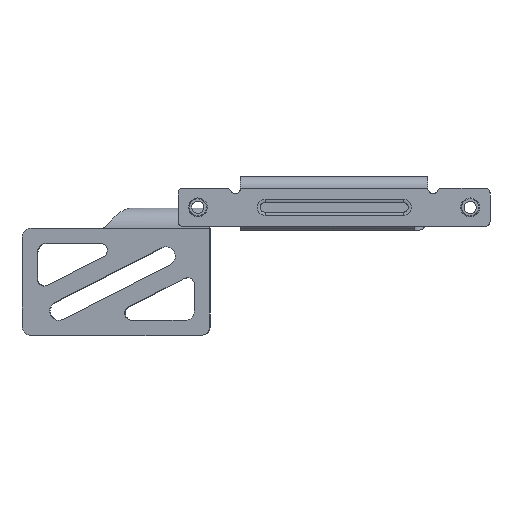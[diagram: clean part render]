
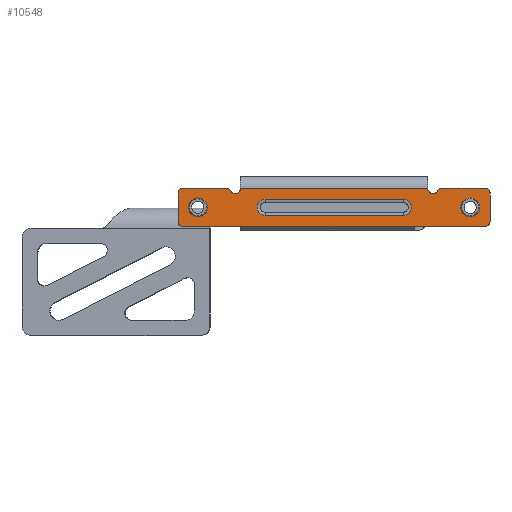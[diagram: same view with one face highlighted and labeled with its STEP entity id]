
A CAD part, front view. The second image highlights one B-rep face of the part: STEP entity #10548.
In plain terms, the highlighted planar face has unit normal (0, -1, 0).
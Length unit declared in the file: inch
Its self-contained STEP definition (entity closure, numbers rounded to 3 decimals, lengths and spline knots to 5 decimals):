
#304=FACE_BOUND('',#3954,.T.);
#305=FACE_BOUND('',#3955,.T.);
#306=FACE_BOUND('',#3956,.T.);
#630=PLANE('',#11447);
#1590=LINE('',#19480,#2591);
#1592=LINE('',#19485,#2593);
#1604=LINE('',#19516,#2605);
#1609=LINE('',#19532,#2610);
#1615=LINE('',#19550,#2616);
#1620=LINE('',#19578,#2621);
#1621=LINE('',#19616,#2622);
#1629=LINE('',#19655,#2630);
#1630=LINE('',#19661,#2631);
#1631=LINE('',#19663,#2632);
#2591=VECTOR('',#14017,0.3937);
#2593=VECTOR('',#14021,0.3937);
#2605=VECTOR('',#14051,0.3937);
#2610=VECTOR('',#14076,0.3937);
#2616=VECTOR('',#14096,0.3937);
#2621=VECTOR('',#14129,0.121);
#2622=VECTOR('',#14140,0.121);
#2630=VECTOR('',#14192,0.3937);
#2631=VECTOR('',#14201,0.3937);
#2632=VECTOR('',#14202,0.3937);
#3326=FACE_OUTER_BOUND('',#3953,.T.);
#3953=EDGE_LOOP('',(#9873,#9874,#9875,#9876,#9877,#9878,#9879,#9880,#9881,
#9882,#9883,#9884,#9885,#9886,#9887,#9888));
#3954=EDGE_LOOP('',(#9889));
#3955=EDGE_LOOP('',(#9890));
#3956=EDGE_LOOP('',(#9891,#9892,#9893,#9894));
#4315=CIRCLE('',#11398,0.068);
#4316=CIRCLE('',#11400,0.063);
#4317=CIRCLE('',#11402,0.063);
#4318=CIRCLE('',#11405,0.068);
#4327=CIRCLE('',#11418,0.10644);
#4330=CIRCLE('',#11421,0.10644);
#4339=CIRCLE('',#11439,0.126);
#4340=CIRCLE('',#11441,0.126);
#4341=CIRCLE('',#11443,0.062);
#4342=CIRCLE('',#11446,0.062);
#4343=CIRCLE('',#11448,0.062);
#4344=CIRCLE('',#11449,0.062);
#5318=VERTEX_POINT('',#19476);
#5319=VERTEX_POINT('',#19478);
#5320=VERTEX_POINT('',#19482);
#5321=VERTEX_POINT('',#19484);
#5330=VERTEX_POINT('',#19513);
#5331=VERTEX_POINT('',#19515);
#5332=VERTEX_POINT('',#19531);
#5333=VERTEX_POINT('',#19535);
#5334=VERTEX_POINT('',#19539);
#5335=VERTEX_POINT('',#19543);
#5336=VERTEX_POINT('',#19544);
#5337=VERTEX_POINT('',#19549);
#5345=VERTEX_POINT('',#19574);
#5346=VERTEX_POINT('',#19576);
#5347=VERTEX_POINT('',#19594);
#5348=VERTEX_POINT('',#19612);
#5354=VERTEX_POINT('',#19641);
#5355=VERTEX_POINT('',#19645);
#5356=VERTEX_POINT('',#19649);
#5357=VERTEX_POINT('',#19653);
#5358=VERTEX_POINT('',#19659);
#5359=VERTEX_POINT('',#19662);
#6809=EDGE_CURVE('',#5319,#5318,#1590,.T.);
#6811=EDGE_CURVE('',#5321,#5320,#1592,.T.);
#6827=EDGE_CURVE('',#5330,#5331,#1604,.T.);
#6836=EDGE_CURVE('',#5330,#5332,#1609,.T.);
#6838=EDGE_CURVE('',#5332,#5333,#4315,.T.);
#6840=EDGE_CURVE('',#5333,#5334,#4316,.T.);
#6842=EDGE_CURVE('',#5335,#5336,#4317,.T.);
#6845=EDGE_CURVE('',#5337,#5331,#1615,.T.);
#6847=EDGE_CURVE('',#5336,#5337,#4318,.T.);
#6859=EDGE_CURVE('',#5346,#5345,#1620,.T.);
#6860=EDGE_CURVE('',#5345,#5347,#4327,.T.);
#6863=EDGE_CURVE('',#5348,#5346,#4330,.T.);
#6864=EDGE_CURVE('',#5347,#5348,#1621,.T.);
#6877=EDGE_CURVE('',#5354,#5354,#4339,.T.);
#6879=EDGE_CURVE('',#5355,#5355,#4340,.T.);
#6881=EDGE_CURVE('',#5356,#5319,#4341,.T.);
#6883=EDGE_CURVE('',#5357,#5334,#1629,.T.);
#6884=EDGE_CURVE('',#5318,#5357,#4342,.T.);
#6885=EDGE_CURVE('',#5358,#5320,#4343,.T.);
#6886=EDGE_CURVE('',#5335,#5358,#1630,.T.);
#6887=EDGE_CURVE('',#5359,#5356,#1631,.T.);
#6888=EDGE_CURVE('',#5321,#5359,#4344,.T.);
#9873=ORIENTED_EDGE('',*,*,#6885,.F.);
#9874=ORIENTED_EDGE('',*,*,#6886,.F.);
#9875=ORIENTED_EDGE('',*,*,#6842,.T.);
#9876=ORIENTED_EDGE('',*,*,#6847,.T.);
#9877=ORIENTED_EDGE('',*,*,#6845,.T.);
#9878=ORIENTED_EDGE('',*,*,#6827,.F.);
#9879=ORIENTED_EDGE('',*,*,#6836,.T.);
#9880=ORIENTED_EDGE('',*,*,#6838,.T.);
#9881=ORIENTED_EDGE('',*,*,#6840,.T.);
#9882=ORIENTED_EDGE('',*,*,#6883,.F.);
#9883=ORIENTED_EDGE('',*,*,#6884,.F.);
#9884=ORIENTED_EDGE('',*,*,#6809,.F.);
#9885=ORIENTED_EDGE('',*,*,#6881,.F.);
#9886=ORIENTED_EDGE('',*,*,#6887,.F.);
#9887=ORIENTED_EDGE('',*,*,#6888,.F.);
#9888=ORIENTED_EDGE('',*,*,#6811,.T.);
#9889=ORIENTED_EDGE('',*,*,#6879,.T.);
#9890=ORIENTED_EDGE('',*,*,#6877,.T.);
#9891=ORIENTED_EDGE('',*,*,#6864,.F.);
#9892=ORIENTED_EDGE('',*,*,#6860,.F.);
#9893=ORIENTED_EDGE('',*,*,#6859,.F.);
#9894=ORIENTED_EDGE('',*,*,#6863,.F.);
#10548=ADVANCED_FACE('',(#3326,#304,#305,#306),#630,.T.);
#11398=AXIS2_PLACEMENT_3D('',#19536,#14080,#14081);
#11400=AXIS2_PLACEMENT_3D('',#19540,#14085,#14086);
#11402=AXIS2_PLACEMENT_3D('',#19545,#14090,#14091);
#11405=AXIS2_PLACEMENT_3D('',#19553,#14100,#14101);
#11418=AXIS2_PLACEMENT_3D('',#19595,#14130,#14131);
#11421=AXIS2_PLACEMENT_3D('',#19614,#14136,#14137);
#11439=AXIS2_PLACEMENT_3D('',#19643,#14177,#14178);
#11441=AXIS2_PLACEMENT_3D('',#19647,#14182,#14183);
#11443=AXIS2_PLACEMENT_3D('',#19651,#14187,#14188);
#11446=AXIS2_PLACEMENT_3D('',#19657,#14195,#14196);
#11447=AXIS2_PLACEMENT_3D('',#19658,#14197,#14198);
#11448=AXIS2_PLACEMENT_3D('',#19660,#14199,#14200);
#11449=AXIS2_PLACEMENT_3D('',#19664,#14203,#14204);
#14017=DIRECTION('',(0.,0.,1.));
#14021=DIRECTION('',(0.,0.,1.));
#14051=DIRECTION('',(1.,0.,0.));
#14076=DIRECTION('',(0.,0.,-1.));
#14080=DIRECTION('center_axis',(0.,1.,0.));
#14081=DIRECTION('ref_axis',(1.,0.,0.));
#14085=DIRECTION('center_axis',(0.,-1.,0.));
#14086=DIRECTION('ref_axis',(0.,0.,-1.));
#14090=DIRECTION('center_axis',(0.,-1.,0.));
#14091=DIRECTION('ref_axis',(0.885,0.,-0.466));
#14096=DIRECTION('',(0.,0.,1.));
#14100=DIRECTION('center_axis',(0.,1.,0.));
#14101=DIRECTION('ref_axis',(0.885,0.,-0.466));
#14129=DIRECTION('',(1.,0.,0.));
#14130=DIRECTION('center_axis',(0.,-1.,0.));
#14131=DIRECTION('ref_axis',(0.,0.,-1.));
#14136=DIRECTION('center_axis',(0.,-1.,0.));
#14137=DIRECTION('ref_axis',(0.,0.,-1.));
#14140=DIRECTION('',(-1.,0.,0.));
#14177=DIRECTION('center_axis',(0.,1.,0.));
#14178=DIRECTION('ref_axis',(1.,0.,0.));
#14182=DIRECTION('center_axis',(0.,1.,0.));
#14183=DIRECTION('ref_axis',(1.,0.,0.));
#14187=DIRECTION('center_axis',(0.,1.,0.));
#14188=DIRECTION('ref_axis',(-0.707,0.,-0.707));
#14192=DIRECTION('',(1.,0.,0.));
#14195=DIRECTION('center_axis',(0.,1.,0.));
#14196=DIRECTION('ref_axis',(-0.707,0.,0.707));
#14197=DIRECTION('center_axis',(0.,-1.,0.));
#14198=DIRECTION('ref_axis',(1.,0.,0.));
#14199=DIRECTION('center_axis',(0.,1.,0.));
#14200=DIRECTION('ref_axis',(0.707,0.,0.707));
#14201=DIRECTION('',(1.,0.,0.));
#14202=DIRECTION('',(-1.,0.,0.));
#14203=DIRECTION('center_axis',(0.,1.,0.));
#14204=DIRECTION('ref_axis',(0.707,0.,-0.707));
#19476=CARTESIAN_POINT('',(-2.756,-0.728,0.01375));
#19478=CARTESIAN_POINT('',(-2.756,-0.728,-0.37125));
#19480=CARTESIAN_POINT('',(-2.756,-0.728,0.));
#19482=CARTESIAN_POINT('',(1.405,-0.728,0.01375));
#19484=CARTESIAN_POINT('',(1.405,-0.728,-0.37125));
#19485=CARTESIAN_POINT('',(1.405,-0.728,0.));
#19513=CARTESIAN_POINT('',(-1.923,-0.728,0.07575));
#19515=CARTESIAN_POINT('',(0.577,-0.728,0.07575));
#19516=CARTESIAN_POINT('',(-2.756,-0.728,0.07575));
#19531=CARTESIAN_POINT('',(-1.923,-0.728,0.07375));
#19532=CARTESIAN_POINT('',(-1.923,-0.728,0.03688));
#19535=CARTESIAN_POINT('',(-2.05118,-0.728,0.04209));
#19536=CARTESIAN_POINT('Origin',(-1.991,-0.728,0.07375));
#19539=CARTESIAN_POINT('',(-2.10693,-0.728,0.07575));
#19540=CARTESIAN_POINT('Origin',(-2.10693,-0.728,0.01275));
#19543=CARTESIAN_POINT('',(0.76093,-0.728,0.07575));
#19544=CARTESIAN_POINT('',(0.70518,-0.728,0.04209));
#19545=CARTESIAN_POINT('Origin',(0.76093,-0.728,0.01275));
#19549=CARTESIAN_POINT('',(0.577,-0.728,0.07375));
#19550=CARTESIAN_POINT('',(0.577,-0.728,0.03787));
#19553=CARTESIAN_POINT('Origin',(0.645,-0.728,0.07375));
#19574=CARTESIAN_POINT('',(0.2485,-0.728,-0.28469));
#19576=CARTESIAN_POINT('',(-1.5955,-0.728,-0.28469));
#19578=CARTESIAN_POINT('',(-1.5955,-0.728,-0.28469));
#19594=CARTESIAN_POINT('',(0.2485,-0.728,-0.07181));
#19595=CARTESIAN_POINT('Origin',(0.2485,-0.728,-0.17825));
#19612=CARTESIAN_POINT('',(-1.5955,-0.728,-0.07181));
#19614=CARTESIAN_POINT('Origin',(-1.5955,-0.728,-0.17825));
#19616=CARTESIAN_POINT('',(0.2485,-0.728,-0.07181));
#19641=CARTESIAN_POINT('',(-2.617,-0.728,-0.17825));
#19643=CARTESIAN_POINT('Origin',(-2.491,-0.728,-0.17825));
#19645=CARTESIAN_POINT('',(1.014,-0.728,-0.17825));
#19647=CARTESIAN_POINT('Origin',(1.14,-0.728,-0.17825));
#19649=CARTESIAN_POINT('',(-2.694,-0.728,-0.43325));
#19651=CARTESIAN_POINT('Origin',(-2.694,-0.728,-0.37125));
#19653=CARTESIAN_POINT('',(-2.694,-0.728,0.07575));
#19655=CARTESIAN_POINT('',(-2.756,-0.728,0.07575));
#19657=CARTESIAN_POINT('Origin',(-2.694,-0.728,0.01375));
#19658=CARTESIAN_POINT('Origin',(-2.756,-0.728,0.));
#19659=CARTESIAN_POINT('',(1.343,-0.728,0.07575));
#19660=CARTESIAN_POINT('Origin',(1.343,-0.728,0.01375));
#19661=CARTESIAN_POINT('',(-2.756,-0.728,0.07575));
#19662=CARTESIAN_POINT('',(1.343,-0.728,-0.43325));
#19663=CARTESIAN_POINT('',(-2.756,-0.728,-0.43325));
#19664=CARTESIAN_POINT('Origin',(1.343,-0.728,-0.37125));
